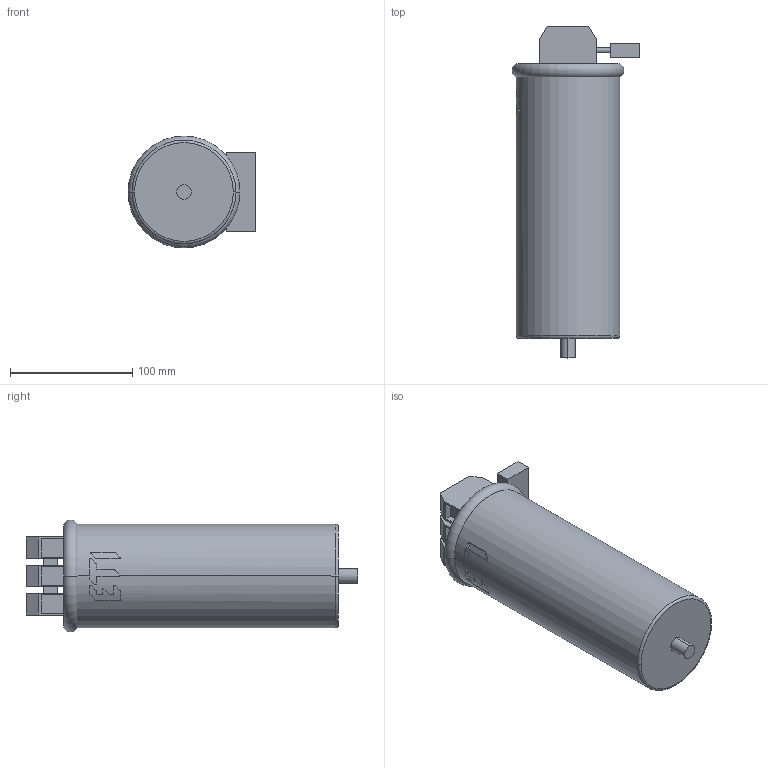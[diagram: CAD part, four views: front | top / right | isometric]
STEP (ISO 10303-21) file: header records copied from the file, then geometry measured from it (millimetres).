
FILE_DESCRIPTION((''),'2;1');
FILE_NAME('LPC1_ASM','2021-10-27T',('marketing.praksa'),('Audax d.o.o.'),'CREO PARAMETRIC BY PTC INC, 2017480','CREO PARAMETRIC BY PTC INC, 2017480','');
FILE_SCHEMA(('AUTOMOTIVE_DESIGN { 1 0 10303 214 1 1 1 1 }'));
Length unit declared in the file: millimetre
Products named in the file (6): PRT9564; PRT9564_1_2; PRT9564_1_3; PRT9565; PRT9566; LPC1_ASM
Assembly tree (5 placements, depth 2):
  LPC1_ASM
    PRT9564
    PRT9564_1_2
    PRT9564_1_3
    PRT9565
    PRT9566
Bounding box: 104.81 x 272 x 91.62 mm (x, y, z)
Volume: 1354525.5 mm3; surface area: 103366 mm2
Topology: 12 solids, 12 shells, 227 faces, 587 edges, 400 vertices
Faces by surface type: plane 146, cylinder 77, torus 4
Entity records: 11104 total; most frequent: CARTESIAN_POINT 1617, ORIENTED_EDGE 1174, DIRECTION 1151, PRESENTATION_STYLE_ASSIGNMENT 826, STYLED_ITEM 826, CURVE_STYLE 587, EDGE_CURVE 587, VERTEX_POINT 400
